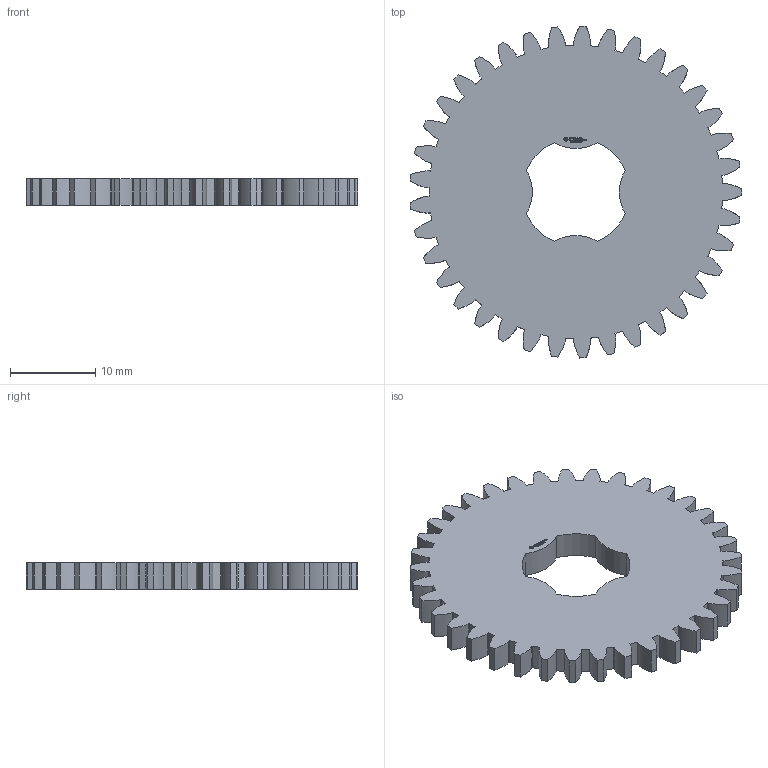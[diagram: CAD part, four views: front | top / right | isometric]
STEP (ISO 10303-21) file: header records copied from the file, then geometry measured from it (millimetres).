
FILE_DESCRIPTION(('FreeCAD Model'),'2;1');
FILE_NAME('Open CASCADE Shape Model','2024-03-09T20:09:04',(''),(''), 'Open CASCADE STEP processor 7.6','FreeCAD','Unknown');
FILE_SCHEMA(('AUTOMOTIVE_DESIGN { 1 0 10303 214 1 1 1 1 }'));
Products named in the file (1): Gear Wheel PLN TTH37 BU00.25 SFT-SHD - SPN-GWH-0125 (stemfie.org)
Bounding box: 38.95 x 38.99 x 3.12 mm (x, y, z)
Volume: 2984.3 mm3; surface area: 2784.4 mm2
Topology: 1 solids, 1 shells, 688 faces, 1971 edges, 1314 vertices
Faces by surface type: extrusion 354, plane 326, cylinder 8
Entity records: 59497 total; most frequent: CARTESIAN_POINT 17766, DIRECTION 5537, VECTOR 4819, LINE 4465, ORIENTED_EDGE 3942, PCURVE 3942, DEFINITIONAL_REPRESENTATION 3942, EDGE_CURVE 1971
